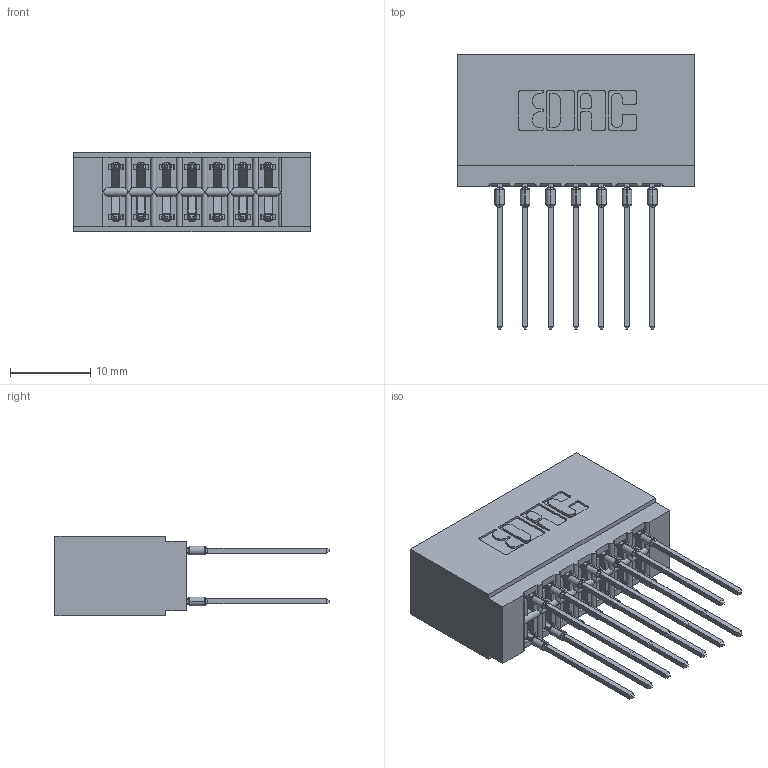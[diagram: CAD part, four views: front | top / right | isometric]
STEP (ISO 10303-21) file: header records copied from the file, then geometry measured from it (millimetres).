
FILE_DESCRIPTION (( 'STEP AP203' ), '1' );
FILE_NAME ('746-014-553-201.STEP', '2026-02-26T21:34:45', ( '' ), ( '' ), 'SwSTEP 2.0', 'SolidWorks 2023', '' );
FILE_SCHEMA (( 'CONFIG_CONTROL_DESIGN' ));
Length unit declared in the file: millimetre
Products named in the file (3): 746 Part_.515 Slot Depth - 01; 746-014-553-201; 746-292-001_553
Assembly tree (15 placements, depth 2):
  746-014-553-201
    746 Part_.515 Slot Depth - 01
    746-292-001_553  x14
Bounding box: 29.46 x 34.2 x 9.91 mm (x, y, z)
Volume: 3446.1 mm3; surface area: 5116.1 mm2
Topology: 15 solids, 15 shells, 1350 faces, 3707 edges, 2366 vertices
Faces by surface type: plane 699, cylinder 287, bspline 280, torus 84
Entity records: 15739 total; most frequent: CARTESIAN_POINT 3435, ORIENTED_EDGE 2604, DIRECTION 2234, EDGE_CURVE 1302, LINE 1048, VECTOR 1048, VERTEX_POINT 858, AXIS2_PLACEMENT_3D 593
